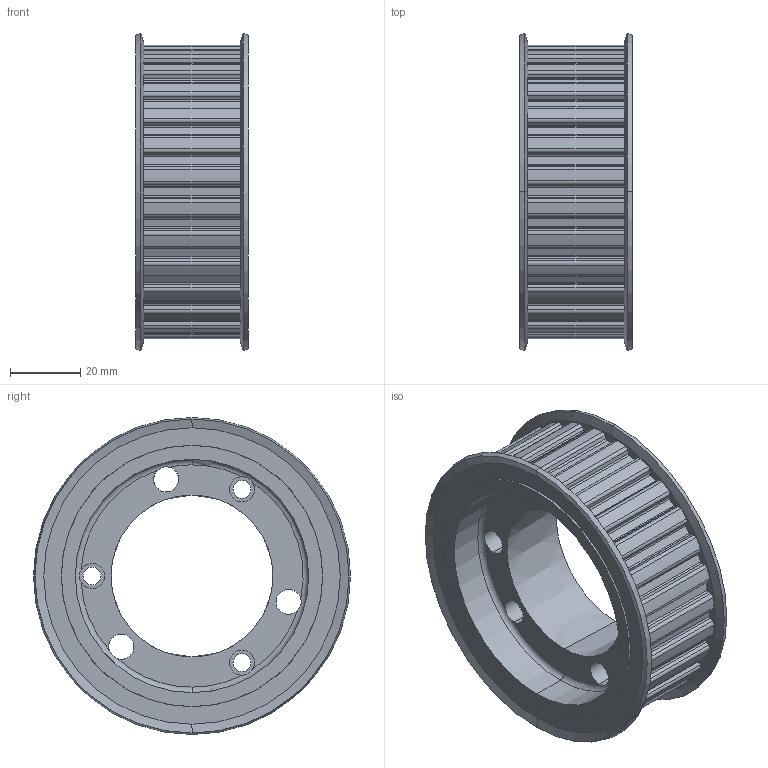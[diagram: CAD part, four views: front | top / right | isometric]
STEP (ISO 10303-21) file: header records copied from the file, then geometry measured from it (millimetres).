
FILE_DESCRIPTION (( 'STEP AP214' ), '1' );
FILE_NAME ('SQD28L100AF-SH.step', '2019-07-30T19:27:14', ( '' ), ( '' ), 'SwSTEP 2.0', 'SolidWorks 2018', '' );
FILE_SCHEMA (( 'AUTOMOTIVE_DESIGN' ));
Length unit declared in the file: inch
Products named in the file (1): SQD28L100AF-SH
Bounding box: 32.13 x 90.58 x 90.58 mm (x, y, z)
Volume: 93004.4 mm3; surface area: 30535.2 mm2
Topology: 1 solids, 1 shells, 303 faces, 881 edges, 584 vertices
Faces by surface type: cylinder 191, plane 96, cone 14, torus 2
Entity records: 10728 total; most frequent: DIRECTION 1899, CARTESIAN_POINT 1848, ORIENTED_EDGE 1762, EDGE_CURVE 881, AXIS2_PLACEMENT_3D 721, VERTEX_POINT 584, VECTOR 457, LINE 457
